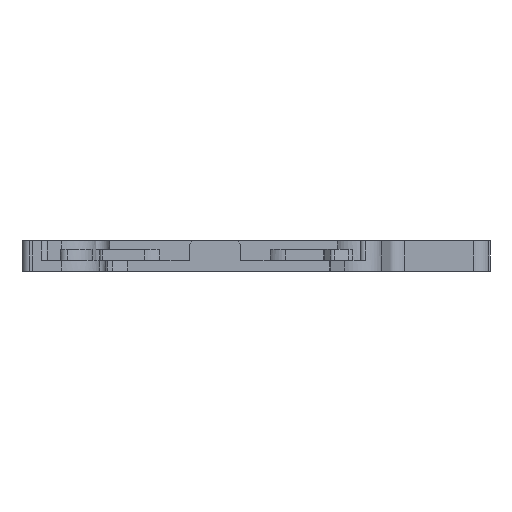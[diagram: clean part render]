
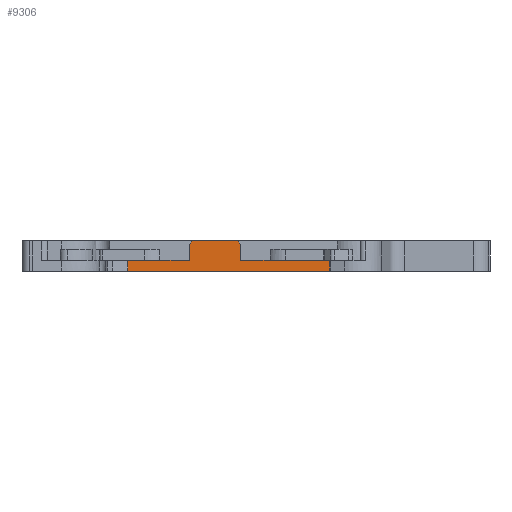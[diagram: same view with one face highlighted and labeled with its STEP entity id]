
A CAD part, front view. The second image highlights one B-rep face of the part: STEP entity #9306.
In plain terms, the highlighted planar face has unit normal (0, -1, 0).
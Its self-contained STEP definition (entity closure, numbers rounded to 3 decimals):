
#31 = CARTESIAN_POINT ( 'NONE',  ( -16.9, -8.126, 3.84 ) ) ;
#47 = DIRECTION ( 'NONE',  ( 1., 0., 0. ) ) ;
#128 = DIRECTION ( 'NONE',  ( -0.707, 0., -0.707 ) ) ;
#312 = LINE ( 'NONE', #7092, #11831 ) ;
#467 = DIRECTION ( 'NONE',  ( 1., 0., 0. ) ) ;
#716 = FACE_OUTER_BOUND ( 'NONE', #7528, .T. ) ;
#838 = EDGE_CURVE ( 'NONE', #9504, #11580, #9667, .T. ) ;
#846 = CARTESIAN_POINT ( 'NONE',  ( -25.825, -8.126, -0.36 ) ) ;
#1144 = CARTESIAN_POINT ( 'NONE',  ( -10.409, -8.126, 1.14 ) ) ;
#1305 = CARTESIAN_POINT ( 'NONE',  ( -10.409, -8.126, 3.34 ) ) ;
#1602 = CARTESIAN_POINT ( 'NONE',  ( -25.825, -8.126, -0.36 ) ) ;
#1783 = CARTESIAN_POINT ( 'NONE',  ( -5.672, -8.126, 1.14 ) ) ;
#1855 = VECTOR ( 'NONE', #9946, 1000. ) ;
#2097 = VECTOR ( 'NONE', #4350, 1000. ) ;
#2395 = ORIENTED_EDGE ( 'NONE', *, *, #4170, .T. ) ;
#2485 = VERTEX_POINT ( 'NONE', #7384 ) ;
#2571 = LINE ( 'NONE', #10547, #1855 ) ;
#2817 = VERTEX_POINT ( 'NONE', #11327 ) ;
#3188 = EDGE_CURVE ( 'NONE', #8859, #11580, #4167, .T. ) ;
#3474 = VECTOR ( 'NONE', #6059, 1000. ) ;
#3593 = VERTEX_POINT ( 'NONE', #1144 ) ;
#3726 = EDGE_CURVE ( 'NONE', #13867, #5678, #13654, .T. ) ;
#3739 = EDGE_CURVE ( 'NONE', #3593, #9504, #2571, .T. ) ;
#3982 = CARTESIAN_POINT ( 'NONE',  ( -10.409, -8.126, 3.34 ) ) ;
#4167 = LINE ( 'NONE', #10695, #3474 ) ;
#4170 = EDGE_CURVE ( 'NONE', #13958, #6900, #9366, .T. ) ;
#4215 = CARTESIAN_POINT ( 'NONE',  ( 2.5, -8.126, -0.36 ) ) ;
#4311 = LINE ( 'NONE', #14279, #12824 ) ;
#4350 = DIRECTION ( 'NONE',  ( 1., 0., 0. ) ) ;
#4487 = ORIENTED_EDGE ( 'NONE', *, *, #9250, .F. ) ;
#5019 = CARTESIAN_POINT ( 'NONE',  ( -11.663, -8.126, 1.14 ) ) ;
#5024 = ORIENTED_EDGE ( 'NONE', *, *, #5276, .F. ) ;
#5276 = EDGE_CURVE ( 'NONE', #2485, #9185, #12805, .T. ) ;
#5462 = LINE ( 'NONE', #9668, #13959 ) ;
#5538 = CARTESIAN_POINT ( 'NONE',  ( -10.909, -8.126, 3.84 ) ) ;
#5551 = DIRECTION ( 'NONE',  ( -1., 0., 0. ) ) ;
#5584 = EDGE_CURVE ( 'NONE', #2817, #6900, #7925, .T. ) ;
#5678 = VERTEX_POINT ( 'NONE', #12194 ) ;
#6007 = VECTOR ( 'NONE', #47, 1000. ) ;
#6059 = DIRECTION ( 'NONE',  ( 1., 0., 0. ) ) ;
#6330 = DIRECTION ( 'NONE',  ( 0., 0., -1. ) ) ;
#6876 = LINE ( 'NONE', #31, #12435 ) ;
#6900 = VERTEX_POINT ( 'NONE', #4215 ) ;
#6941 = VERTEX_POINT ( 'NONE', #1783 ) ;
#7063 = DIRECTION ( 'NONE',  ( -0.707, 0., 0.707 ) ) ;
#7086 = CARTESIAN_POINT ( 'NONE',  ( -16.9, -8.126, 3.84 ) ) ;
#7092 = CARTESIAN_POINT ( 'NONE',  ( -25.825, -8.126, 1.14 ) ) ;
#7122 = ORIENTED_EDGE ( 'NONE', *, *, #3726, .F. ) ;
#7232 = VECTOR ( 'NONE', #12899, 1000. ) ;
#7243 = VECTOR ( 'NONE', #11378, 1000. ) ;
#7384 = CARTESIAN_POINT ( 'NONE',  ( -25.825, -8.126, 1.14 ) ) ;
#7528 = EDGE_LOOP ( 'NONE', ( #7993, #7616, #7122, #4487, #5024, #9715, #2395, #11373, #8792, #13465, #8598, #11767, #13220 ) ) ;
#7616 = ORIENTED_EDGE ( 'NONE', *, *, #11645, .T. ) ;
#7727 = VERTEX_POINT ( 'NONE', #9661 ) ;
#7925 = LINE ( 'NONE', #12476, #7232 ) ;
#7938 = VECTOR ( 'NONE', #8894, 1000. ) ;
#7993 = ORIENTED_EDGE ( 'NONE', *, *, #3188, .F. ) ;
#8598 = ORIENTED_EDGE ( 'NONE', *, *, #10973, .F. ) ;
#8762 = DIRECTION ( 'NONE',  ( 1., 0., 0. ) ) ;
#8792 = ORIENTED_EDGE ( 'NONE', *, *, #14312, .F. ) ;
#8859 = VERTEX_POINT ( 'NONE', #7086 ) ;
#8894 = DIRECTION ( 'NONE',  ( 1., 0., 0. ) ) ;
#9185 = VERTEX_POINT ( 'NONE', #13567 ) ;
#9250 = EDGE_CURVE ( 'NONE', #9185, #13867, #11012, .T. ) ;
#9306 = ADVANCED_FACE ( 'NONE', ( #716 ), #11145, .F. ) ;
#9366 = LINE ( 'NONE', #1602, #6007 ) ;
#9504 = VERTEX_POINT ( 'NONE', #3982 ) ;
#9576 = CARTESIAN_POINT ( 'NONE',  ( -17.4, -8.126, 1.14 ) ) ;
#9661 = CARTESIAN_POINT ( 'NONE',  ( 1.812, -8.126, 1.14 ) ) ;
#9667 = LINE ( 'NONE', #1305, #12263 ) ;
#9668 = CARTESIAN_POINT ( 'NONE',  ( -25.825, -8.126, 3.84 ) ) ;
#9715 = ORIENTED_EDGE ( 'NONE', *, *, #12311, .T. ) ;
#9946 = DIRECTION ( 'NONE',  ( 0., 0., 1. ) ) ;
#10291 = EDGE_CURVE ( 'NONE', #6941, #7727, #4311, .T. ) ;
#10547 = CARTESIAN_POINT ( 'NONE',  ( -10.409, -8.126, 3.84 ) ) ;
#10695 = CARTESIAN_POINT ( 'NONE',  ( -25.825, -8.126, 3.84 ) ) ;
#10777 = VECTOR ( 'NONE', #13452, 1000. ) ;
#10938 = LINE ( 'NONE', #13269, #7938 ) ;
#10973 = EDGE_CURVE ( 'NONE', #3593, #6941, #10938, .T. ) ;
#11012 = LINE ( 'NONE', #11045, #2097 ) ;
#11045 = CARTESIAN_POINT ( 'NONE',  ( -11.663, -8.126, 1.14 ) ) ;
#11145 = PLANE ( 'NONE',  #14066 ) ;
#11327 = CARTESIAN_POINT ( 'NONE',  ( 2.5, -8.126, 1.14 ) ) ;
#11373 = ORIENTED_EDGE ( 'NONE', *, *, #5584, .F. ) ;
#11378 = DIRECTION ( 'NONE',  ( 1., 0., 0. ) ) ;
#11580 = VERTEX_POINT ( 'NONE', #5538 ) ;
#11645 = EDGE_CURVE ( 'NONE', #8859, #5678, #6876, .T. ) ;
#11767 = ORIENTED_EDGE ( 'NONE', *, *, #3739, .T. ) ;
#11831 = VECTOR ( 'NONE', #467, 1000. ) ;
#12194 = CARTESIAN_POINT ( 'NONE',  ( -17.4, -8.126, 3.34 ) ) ;
#12199 = CARTESIAN_POINT ( 'NONE',  ( -25.825, -8.126, 3.84 ) ) ;
#12254 = DIRECTION ( 'NONE',  ( 0., 1., 0. ) ) ;
#12263 = VECTOR ( 'NONE', #7063, 1000. ) ;
#12311 = EDGE_CURVE ( 'NONE', #2485, #13958, #5462, .T. ) ;
#12435 = VECTOR ( 'NONE', #128, 1000. ) ;
#12476 = CARTESIAN_POINT ( 'NONE',  ( 2.5, -8.126, 3.84 ) ) ;
#12805 = LINE ( 'NONE', #5019, #7243 ) ;
#12824 = VECTOR ( 'NONE', #8762, 1000. ) ;
#12899 = DIRECTION ( 'NONE',  ( 0., 0., -1. ) ) ;
#13220 = ORIENTED_EDGE ( 'NONE', *, *, #838, .T. ) ;
#13269 = CARTESIAN_POINT ( 'NONE',  ( -25.825, -8.126, 1.14 ) ) ;
#13282 = CARTESIAN_POINT ( 'NONE',  ( -17.4, -8.126, 1.14 ) ) ;
#13452 = DIRECTION ( 'NONE',  ( 0., 0., 1. ) ) ;
#13465 = ORIENTED_EDGE ( 'NONE', *, *, #10291, .F. ) ;
#13567 = CARTESIAN_POINT ( 'NONE',  ( -22.136, -8.126, 1.14 ) ) ;
#13654 = LINE ( 'NONE', #13282, #10777 ) ;
#13867 = VERTEX_POINT ( 'NONE', #9576 ) ;
#13958 = VERTEX_POINT ( 'NONE', #846 ) ;
#13959 = VECTOR ( 'NONE', #6330, 1000. ) ;
#14066 = AXIS2_PLACEMENT_3D ( 'NONE', #12199, #12254, #5551 ) ;
#14279 = CARTESIAN_POINT ( 'NONE',  ( -25.825, -8.126, 1.14 ) ) ;
#14312 = EDGE_CURVE ( 'NONE', #7727, #2817, #312, .T. ) ;
